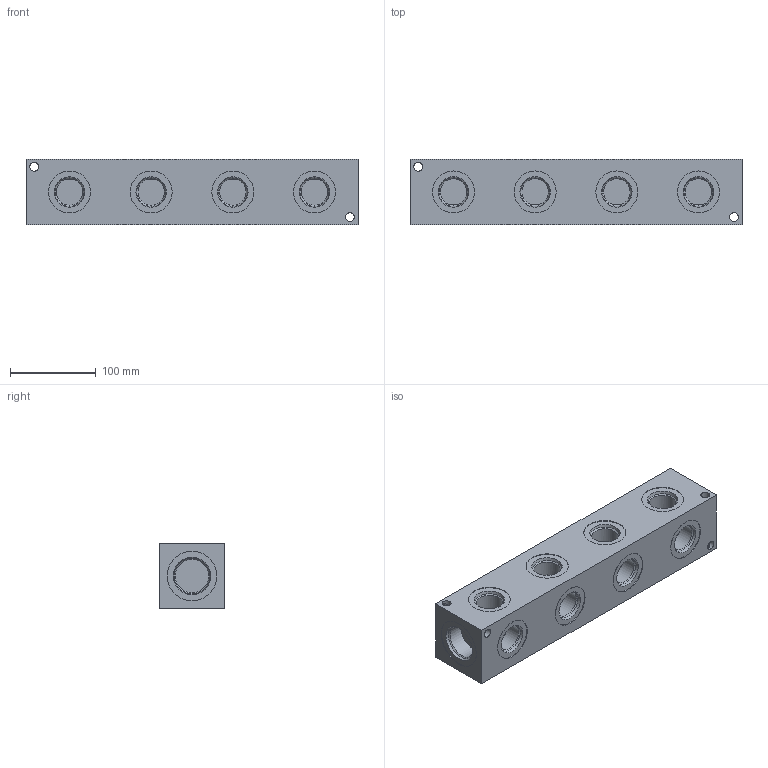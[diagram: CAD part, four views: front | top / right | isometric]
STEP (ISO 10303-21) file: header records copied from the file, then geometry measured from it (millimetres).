
FILE_DESCRIPTION( ( 'STEP AP214' ), ' ' );
FILE_NAME( 'AH0900416S.stp', '2018-07-02T15:10:51', ( '' ), ( '' ), ' ', 'PARTsolutions', ' ' );
FILE_SCHEMA( ( 'AUTOMOTIVE_DESIGN { 1 0 10303 214 1 1 1 1 }' ) );
Length unit declared in the file: inch
Products named in the file (1): _AH0900416S
Bounding box: 387.35 x 76.2 x 76.2 mm (x, y, z)
Volume: 2006934.9 mm3; surface area: 161566.4 mm2
Topology: 1 solids, 1 shells, 182 faces, 452 edges, 288 vertices
Faces by surface type: plane 100, cylinder 62, cone 20
Full cylindrical faces by diameter (mm): 10.414 x8, 31.046 x8, 38.984 x2, 48.971 x8, 57.963 x2
Entity records: 6584 total; most frequent: DIRECTION 910, CARTESIAN_POINT 859, ORIENTED_EDGE 792, EDGE_CURVE 396, AXIS2_PLACEMENT_3D 331, VERTEX_POINT 280, EDGE_LOOP 266, LINE 248
